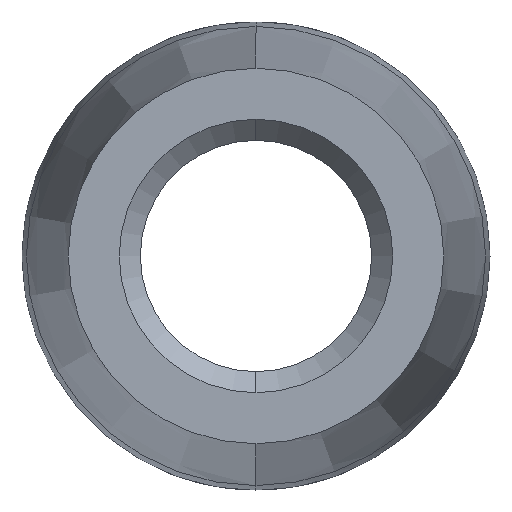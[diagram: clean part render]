
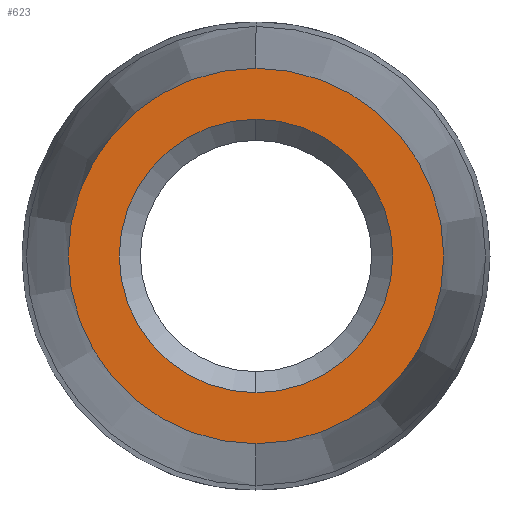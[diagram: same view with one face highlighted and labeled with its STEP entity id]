
A CAD part, left-side view. The second image highlights one B-rep face of the part: STEP entity #623.
In plain terms, the highlighted planar face has unit normal (-1, 0, 0).
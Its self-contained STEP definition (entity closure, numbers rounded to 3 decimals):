
#56 = CARTESIAN_POINT ( 'NONE',  ( -60., 0., 0. ) ) ;
#117 = CARTESIAN_POINT ( 'NONE',  ( -60., 0., 0. ) ) ;
#154 = CARTESIAN_POINT ( 'NONE',  ( -60., 0., 5.025 ) ) ;
#162 = VERTEX_POINT ( 'NONE', #154 ) ;
#165 = ORIENTED_EDGE ( 'NONE', *, *, #701, .T. ) ;
#167 = AXIS2_PLACEMENT_3D ( 'NONE', #220, #1006, #607 ) ;
#170 = AXIS2_PLACEMENT_3D ( 'NONE', #117, #521, #898 ) ;
#174 = VERTEX_POINT ( 'NONE', #417 ) ;
#177 = DIRECTION ( 'NONE',  ( 0., 0., 1. ) ) ;
#198 = CIRCLE ( 'NONE', #938, 5.025 ) ;
#220 = CARTESIAN_POINT ( 'NONE',  ( -60., 0., 0. ) ) ;
#230 = EDGE_CURVE ( 'NONE', #174, #272, #569, .T. ) ;
#272 = VERTEX_POINT ( 'NONE', #1125 ) ;
#291 = CIRCLE ( 'NONE', #562, 5.025 ) ;
#321 = PLANE ( 'NONE',  #462 ) ;
#373 = CARTESIAN_POINT ( 'NONE',  ( -60., 0., 0. ) ) ;
#381 = ORIENTED_EDGE ( 'NONE', *, *, #1019, .F. ) ;
#394 = EDGE_LOOP ( 'NONE', ( #1108, #165 ) ) ;
#417 = CARTESIAN_POINT ( 'NONE',  ( -60., 0., -6.9 ) ) ;
#462 = AXIS2_PLACEMENT_3D ( 'NONE', #1090, #622, #1004 ) ;
#474 = DIRECTION ( 'NONE',  ( -1., 0., 0. ) ) ;
#521 = DIRECTION ( 'NONE',  ( -1., 0., 0. ) ) ;
#560 = EDGE_LOOP ( 'NONE', ( #381, #1162 ) ) ;
#562 = AXIS2_PLACEMENT_3D ( 'NONE', #56, #745, #920 ) ;
#569 = CIRCLE ( 'NONE', #170, 6.9 ) ;
#607 = DIRECTION ( 'NONE',  ( 0., 0., 1. ) ) ;
#622 = DIRECTION ( 'NONE',  ( 1., 0., 0. ) ) ;
#623 = ADVANCED_FACE ( 'NONE', ( #1097, #1175 ), #321, .F. ) ;
#701 = EDGE_CURVE ( 'NONE', #272, #174, #1184, .T. ) ;
#745 = DIRECTION ( 'NONE',  ( -1., 0., 0. ) ) ;
#812 = CARTESIAN_POINT ( 'NONE',  ( -60., 0., -5.025 ) ) ;
#851 = EDGE_CURVE ( 'NONE', #1259, #162, #291, .T. ) ;
#898 = DIRECTION ( 'NONE',  ( 0., 0., 1. ) ) ;
#920 = DIRECTION ( 'NONE',  ( 0., 0., 1. ) ) ;
#938 = AXIS2_PLACEMENT_3D ( 'NONE', #373, #474, #177 ) ;
#1004 = DIRECTION ( 'NONE',  ( 0., 0., -1. ) ) ;
#1006 = DIRECTION ( 'NONE',  ( -1., 0., 0. ) ) ;
#1019 = EDGE_CURVE ( 'NONE', #162, #1259, #198, .T. ) ;
#1090 = CARTESIAN_POINT ( 'NONE',  ( -60., 6.9, 0. ) ) ;
#1097 = FACE_BOUND ( 'NONE', #560, .T. ) ;
#1108 = ORIENTED_EDGE ( 'NONE', *, *, #230, .T. ) ;
#1125 = CARTESIAN_POINT ( 'NONE',  ( -60., 0., 6.9 ) ) ;
#1162 = ORIENTED_EDGE ( 'NONE', *, *, #851, .F. ) ;
#1175 = FACE_OUTER_BOUND ( 'NONE', #394, .T. ) ;
#1184 = CIRCLE ( 'NONE', #167, 6.9 ) ;
#1259 = VERTEX_POINT ( 'NONE', #812 ) ;
